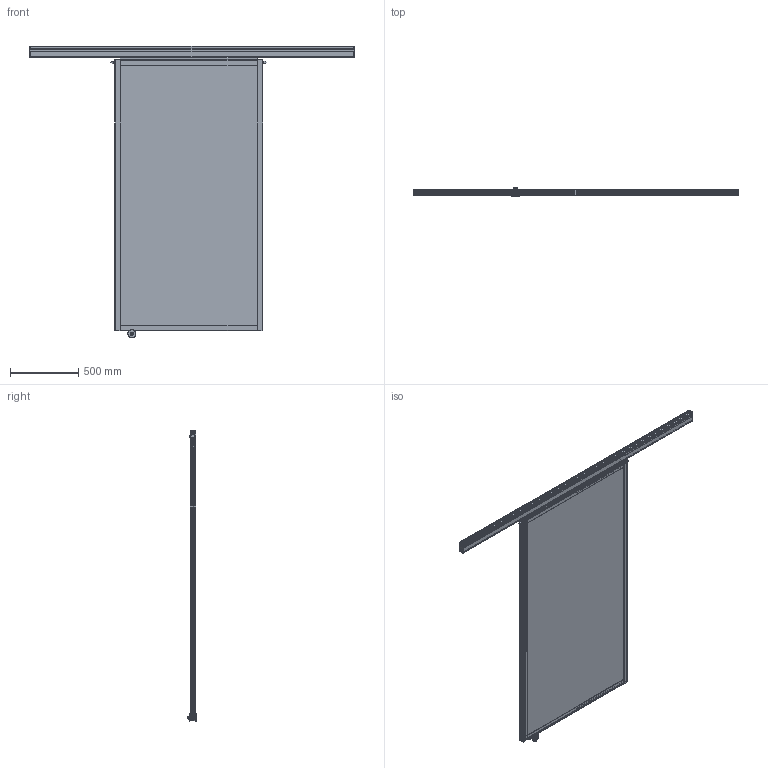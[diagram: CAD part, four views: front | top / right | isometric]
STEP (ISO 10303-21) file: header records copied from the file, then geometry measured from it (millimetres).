
FILE_DESCRIPTION(/* description */ ('Makrolon 4mm klar'),/* implementation_level */ '2;1');
FILE_NAME(/* name */ 'SZ8140N_A.stp',/* time_stamp */ '2015-09-16T13:59:28+02:00',/* author */ ('hans feuerhake'),/* organization */ (''),/* preprocessor_version */ 'ST-DEVELOPER v15.6',/* originating_system */ 'Autodesk Inventor 2015',/* authorisation */ '');
FILE_SCHEMA (('AUTOMOTIVE_DESIGN { 1 0 10303 214 3 1 1 }'));
Length unit declared in the file: millimetre
Products named in the file (35): SZ1602K_SZ8140N; SP6341N_SZ8140N; SP6341N_SZ8140N-2; ME9340100280_1000; ME2409010; ME2110228; MK2300051; SL0159S; ME2110491_A; DK0988101602P_A; DK0988101605P_A; SL0150Z_A; ME2110492_A; ME1700100_A; SL0151E_A; SL9006N_1000; SP1021N_SZ8140N; ME1620011_A; DK0914080100_A; ME1616101_A; MK2402100_A; MK5100000_A; ME1616109_A; SV1211V_A; SZ0960S; SL8600S; ME2410012_A; ME2410010_A; ME2410000_A; MK2300052_A; ME1630021_A_2; DK0913080100_A; SV2052V_A; SZ8044S_A; SZ8140N_A
Assembly tree (53 placements, depth 4):
  SZ8140N_A
    SZ1602K_SZ8140N
    SP6341N_SZ8140N  x2
    SP6341N_SZ8140N-2  x2
    SL9006N_1000
      ME9340100280_1000
      SL0159S  x4
        ME2409010
        ME2110228
        MK2300051
      SL0150Z_A  x2
        ME2110491_A
        DK0988101602P_A
        DK0988101605P_A
      SL0151E_A  x2
        ME2110492_A
        ME1700100_A
        DK0988101602P_A
        DK0988101605P_A
    SP1021N_SZ8140N
    SV1211V_A  x4
      ME1620011_A
      DK0914080100_A
      ME1616109_A
        ME1616101_A
        MK2402100_A
        MK5100000_A
    SZ0960S  x2
    SL8600S  x2
    SZ8044S_A
      ME2410012_A
      ME2410010_A  x2
      ME2410000_A
      MK2300052_A  x2
      SV2052V_A
        ME1630021_A_2
        DK0913080100_A
Bounding box: 2368 x 67.7 x 2130.83 mm (x, y, z)
Volume: 16065624.9 mm3; surface area: 8457651.4 mm2
Topology: 145 solids, 145 shells, 1724 faces, 4481 edges, 2924 vertices
Faces by surface type: plane 694, cylinder 656, torus 203, cone 99, sphere 66, bspline 6
Full cylindrical faces by diameter (mm): 4 x2, 5 x4, 5.1 x4, 6 x2, 6.647 x2, 6.65 x4, 6.8 x10, 7.8 x4, 7.9 x4, 8 x10, 8.376 x2, 8.4 x2, 9 x4, 10 x14, 11.5 x1, 11.8 x4, 12 x34, 16 x12, 17.216 x4, 17.333 x16, 18 x3, 21 x2, 22.667 x16, 22.784 x4, 24 x17, 28 x20, 29.4 x1, 35 x8, 40 x1, 60 x2
Entity records: 25486 total; most frequent: CARTESIAN_POINT 5549, DIRECTION 4216, ORIENTED_EDGE 3784, EDGE_CURVE 1876, AXIS2_PLACEMENT_3D 1600, VERTEX_POINT 1308, LINE 1016, VECTOR 1016
